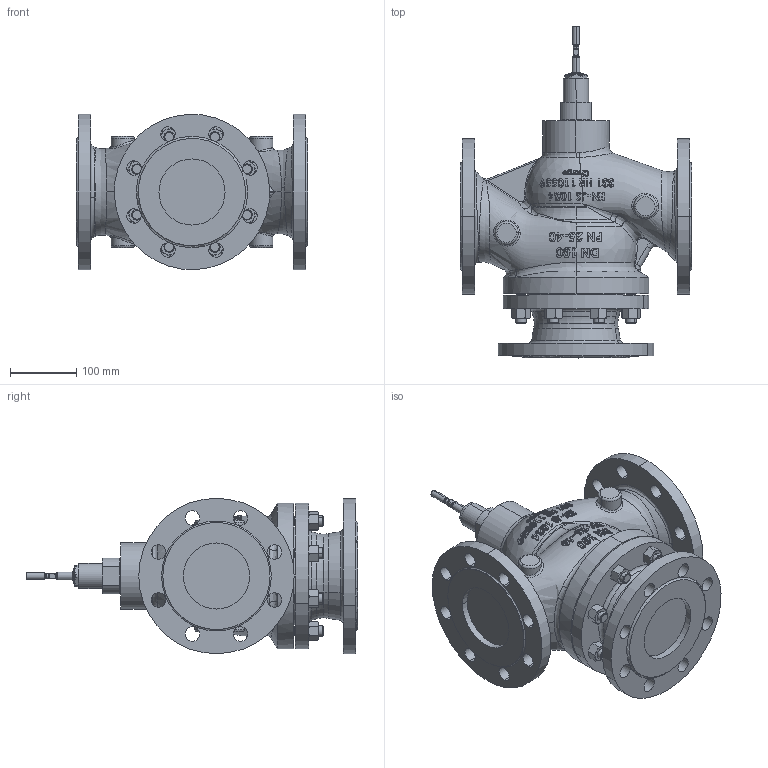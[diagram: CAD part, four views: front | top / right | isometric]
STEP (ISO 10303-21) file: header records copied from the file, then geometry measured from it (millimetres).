
FILE_DESCRIPTION (( 'STEP AP214' ), '1' );
FILE_NAME ('BR325 DN100 XXX PN25-40 for MC_STEP (Defeature).STEP', '2015-03-02T08:46:28', ( 'HORA' ), ( 'Holter Regelamaturen GmbH & Co. KG' ), 'SwSTEP 2.0', 'SolidWorks 2014', '' );
FILE_SCHEMA (( 'AUTOMOTIVE_DESIGN' ));
Length unit declared in the file: millimetre
Products named in the file (1): BR325 DN100 XXX PN25-40 for MC_STEP (Defeature)
Bounding box: 350 x 502 x 235 mm (x, y, z)
Volume: 11380695 mm3; surface area: 622301.8 mm2
Topology: 1 solids, 1 shells, 1125 faces, 2915 edges, 1857 vertices
Faces by surface type: plane 350, bspline 341, cylinder 174, cone 140, torus 79, sphere 41
Entity records: 231040 total; most frequent: CARTESIAN_POINT 202672, ORIENTED_EDGE 5744, DIRECTION 4218, EDGE_CURVE 2872, VERTEX_POINT 1837, AXIS2_PLACEMENT_3D 1751, EDGE_LOOP 1275, B_SPLINE_CURVE_WITH_KNOTS 1185
